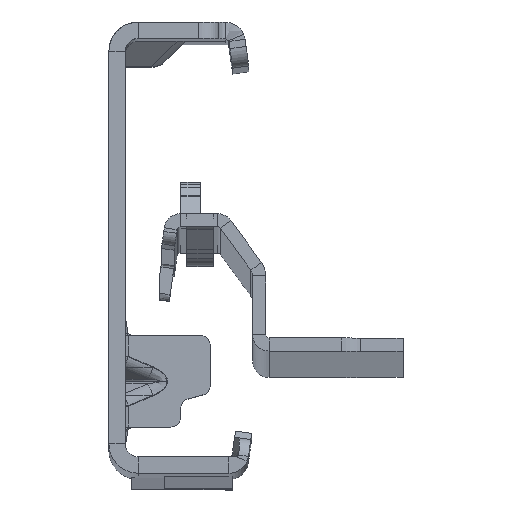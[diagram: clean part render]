
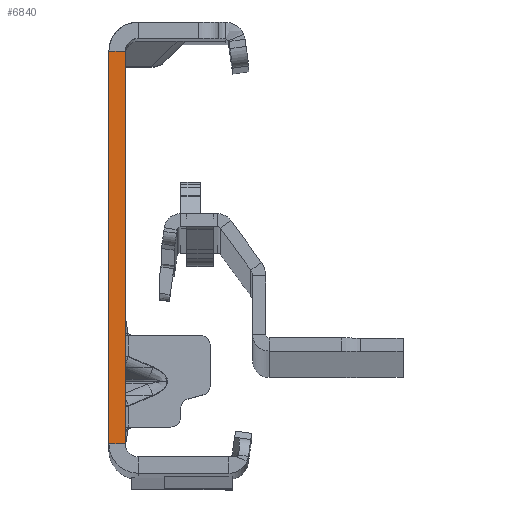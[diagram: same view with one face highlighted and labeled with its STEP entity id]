
A CAD part, top view. The second image highlights one B-rep face of the part: STEP entity #6840.
In plain terms, the highlighted planar face has unit normal (0, 0, 1).
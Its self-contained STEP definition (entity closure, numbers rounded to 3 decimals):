
#2797 = EDGE_CURVE ( 'NONE', #41132, #38658, #8399, .T. ) ;
#3708 = VECTOR ( 'NONE', #4636, 1000. ) ;
#4636 = DIRECTION ( 'NONE',  ( -1., 0., 0. ) ) ;
#5369 = VECTOR ( 'NONE', #48604, 1000. ) ;
#6840 = ADVANCED_FACE ( 'NONE', ( #13132 ), #44096, .T. ) ;
#8399 = LINE ( 'NONE', #45884, #3708 ) ;
#9846 = CARTESIAN_POINT ( 'NONE',  ( -2.5, -32., 0. ) ) ;
#10687 = ORIENTED_EDGE ( 'NONE', *, *, #45325, .T. ) ;
#13132 = FACE_OUTER_BOUND ( 'NONE', #39898, .T. ) ;
#15777 = CARTESIAN_POINT ( 'NONE',  ( 0., -30., 0. ) ) ;
#18287 = VERTEX_POINT ( 'NONE', #18779 ) ;
#18779 = CARTESIAN_POINT ( 'NONE',  ( 0., 30., 0. ) ) ;
#20134 = DIRECTION ( 'NONE',  ( 0., -1., 0. ) ) ;
#20689 = ORIENTED_EDGE ( 'NONE', *, *, #46012, .F. ) ;
#21092 = CARTESIAN_POINT ( 'NONE',  ( -2.5, -32., 0. ) ) ;
#22046 = ORIENTED_EDGE ( 'NONE', *, *, #23361, .T. ) ;
#22480 = LINE ( 'NONE', #30450, #36168 ) ;
#23361 = EDGE_CURVE ( 'NONE', #18287, #31145, #22480, .T. ) ;
#24135 = CARTESIAN_POINT ( 'NONE',  ( 0., -32., 0. ) ) ;
#24872 = DIRECTION ( 'NONE',  ( 0., 0., 1. ) ) ;
#27402 = LINE ( 'NONE', #24135, #32521 ) ;
#29075 = DIRECTION ( 'NONE',  ( 1., 0., 0. ) ) ;
#29320 = LINE ( 'NONE', #21092, #5369 ) ;
#29981 = CARTESIAN_POINT ( 'NONE',  ( -2.5, 30., 0. ) ) ;
#30450 = CARTESIAN_POINT ( 'NONE',  ( 0., 30., 0. ) ) ;
#31145 = VERTEX_POINT ( 'NONE', #29981 ) ;
#32521 = VECTOR ( 'NONE', #20134, 1000. ) ;
#36168 = VECTOR ( 'NONE', #44980, 1000. ) ;
#37173 = CARTESIAN_POINT ( 'NONE',  ( -2.5, -30., 0. ) ) ;
#38552 = AXIS2_PLACEMENT_3D ( 'NONE', #9846, #24872, #29075 ) ;
#38658 = VERTEX_POINT ( 'NONE', #37173 ) ;
#39898 = EDGE_LOOP ( 'NONE', ( #20689, #22046, #10687, #48198 ) ) ;
#41132 = VERTEX_POINT ( 'NONE', #15777 ) ;
#44096 = PLANE ( 'NONE',  #38552 ) ;
#44980 = DIRECTION ( 'NONE',  ( -1., 0., 0. ) ) ;
#45325 = EDGE_CURVE ( 'NONE', #31145, #38658, #29320, .T. ) ;
#45884 = CARTESIAN_POINT ( 'NONE',  ( 0., -30., 0. ) ) ;
#46012 = EDGE_CURVE ( 'NONE', #18287, #41132, #27402, .T. ) ;
#48198 = ORIENTED_EDGE ( 'NONE', *, *, #2797, .F. ) ;
#48604 = DIRECTION ( 'NONE',  ( 0., -1., 0. ) ) ;
